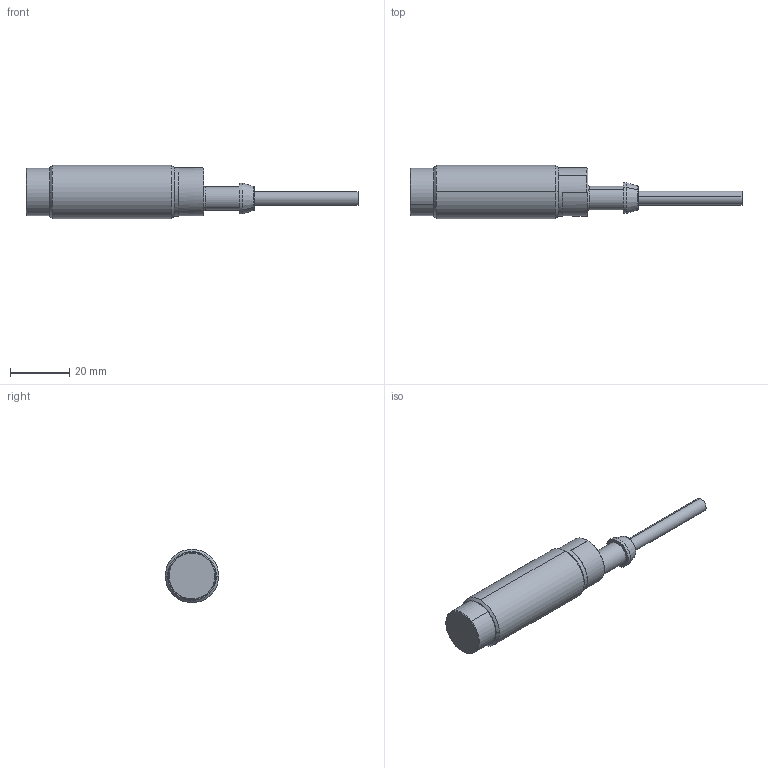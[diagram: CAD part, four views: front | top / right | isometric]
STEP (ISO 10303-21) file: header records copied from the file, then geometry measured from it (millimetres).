
FILE_DESCRIPTION (( 'STEP AP214' ), '1' );
FILE_NAME ('VK1-A0-2B.step', '2018-04-12T22:02:57', ( '' ), ( '' ), 'SwSTEP 2.0', 'SolidWorks 2017', '' );
FILE_SCHEMA (( 'AUTOMOTIVE_DESIGN' ));
Length unit declared in the file: inch
Products named in the file (1): VK1-A0-2B
Bounding box: 112 x 18 x 18 mm (x, y, z)
Volume: 15890.3 mm3; surface area: 5736.3 mm2
Topology: 4 solids, 4 shells, 43 faces, 85 edges, 53 vertices
Faces by surface type: cylinder 15, plane 14, cone 10, bspline 4
Entity records: 1797 total; most frequent: CARTESIAN_POINT 257, DIRECTION 209, ORIENTED_EDGE 170, AXIS2_PLACEMENT_3D 89, EDGE_CURVE 85, VERTEX_POINT 53, DIMENSIONAL_EXPONENTS 49, UNCERTAINTY_MEASURE_WITH_UNIT 49
